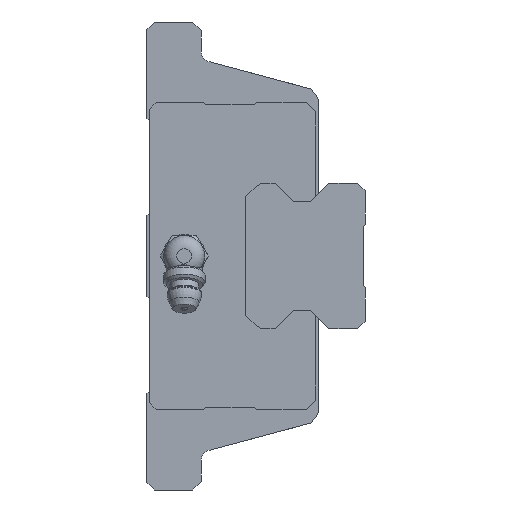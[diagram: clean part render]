
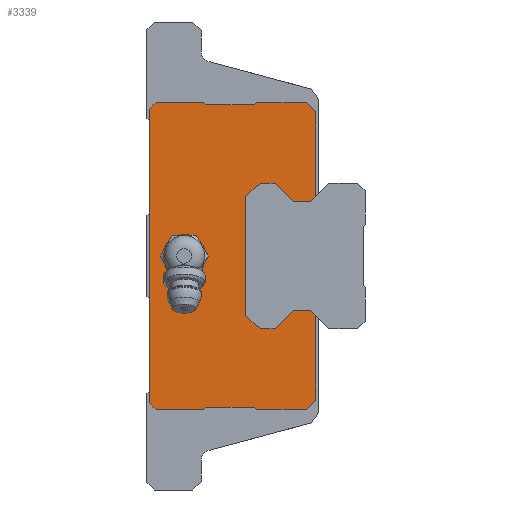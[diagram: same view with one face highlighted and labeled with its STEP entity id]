
A CAD part, left-side view. The second image highlights one B-rep face of the part: STEP entity #3339.
In plain terms, the highlighted planar face has unit normal (-1, 0, 0).
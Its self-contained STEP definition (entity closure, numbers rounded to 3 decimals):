
#711=ORIENTED_EDGE('',*,*,#1400,.F.);
#712=ORIENTED_EDGE('',*,*,#1431,.F.);
#713=ORIENTED_EDGE('',*,*,#1429,.F.);
#714=ORIENTED_EDGE('',*,*,#1427,.F.);
#715=ORIENTED_EDGE('',*,*,#1425,.F.);
#716=ORIENTED_EDGE('',*,*,#1423,.F.);
#717=ORIENTED_EDGE('',*,*,#1421,.F.);
#718=ORIENTED_EDGE('',*,*,#1419,.F.);
#719=ORIENTED_EDGE('',*,*,#1417,.F.);
#720=ORIENTED_EDGE('',*,*,#1415,.F.);
#721=ORIENTED_EDGE('',*,*,#1413,.F.);
#722=ORIENTED_EDGE('',*,*,#1411,.F.);
#723=ORIENTED_EDGE('',*,*,#1409,.F.);
#724=ORIENTED_EDGE('',*,*,#1407,.F.);
#725=ORIENTED_EDGE('',*,*,#1405,.F.);
#726=ORIENTED_EDGE('',*,*,#1303,.F.);
#727=ORIENTED_EDGE('',*,*,#1300,.F.);
#728=ORIENTED_EDGE('',*,*,#1297,.F.);
#729=ORIENTED_EDGE('',*,*,#1294,.F.);
#730=ORIENTED_EDGE('',*,*,#1291,.F.);
#731=ORIENTED_EDGE('',*,*,#1288,.F.);
#732=ORIENTED_EDGE('',*,*,#1285,.F.);
#733=ORIENTED_EDGE('',*,*,#1282,.F.);
#734=ORIENTED_EDGE('',*,*,#1279,.F.);
#735=ORIENTED_EDGE('',*,*,#1276,.F.);
#736=ORIENTED_EDGE('',*,*,#1272,.F.);
#737=ORIENTED_EDGE('',*,*,#1404,.F.);
#738=ORIENTED_EDGE('',*,*,#1402,.F.);
#739=ORIENTED_EDGE('',*,*,#1432,.T.);
#740=ORIENTED_EDGE('',*,*,#1433,.T.);
#741=ORIENTED_EDGE('',*,*,#1434,.T.);
#742=ORIENTED_EDGE('',*,*,#1435,.T.);
#743=ORIENTED_EDGE('',*,*,#1436,.T.);
#744=ORIENTED_EDGE('',*,*,#1437,.T.);
#1272=EDGE_CURVE('',#1712,#1713,#2023,.T.);
#1276=EDGE_CURVE('',#1713,#1716,#2027,.T.);
#1279=EDGE_CURVE('',#1716,#1718,#2030,.T.);
#1282=EDGE_CURVE('',#1718,#1720,#2033,.T.);
#1285=EDGE_CURVE('',#1720,#1722,#2036,.T.);
#1288=EDGE_CURVE('',#1722,#1724,#2039,.T.);
#1291=EDGE_CURVE('',#1724,#1726,#2042,.T.);
#1294=EDGE_CURVE('',#1726,#1728,#2045,.T.);
#1297=EDGE_CURVE('',#1728,#1730,#2048,.T.);
#1300=EDGE_CURVE('',#1730,#1732,#2051,.T.);
#1303=EDGE_CURVE('',#1732,#1734,#2054,.T.);
#1400=EDGE_CURVE('',#1791,#1792,#2146,.T.);
#1402=EDGE_CURVE('',#1792,#1793,#2148,.T.);
#1404=EDGE_CURVE('',#1793,#1712,#2150,.T.);
#1405=EDGE_CURVE('',#1734,#1794,#2151,.T.);
#1407=EDGE_CURVE('',#1794,#1795,#2153,.T.);
#1409=EDGE_CURVE('',#1795,#1796,#2155,.T.);
#1411=EDGE_CURVE('',#1796,#1797,#2157,.T.);
#1413=EDGE_CURVE('',#1797,#1798,#2159,.T.);
#1415=EDGE_CURVE('',#1798,#1799,#2161,.T.);
#1417=EDGE_CURVE('',#1799,#1800,#2163,.T.);
#1419=EDGE_CURVE('',#1800,#1801,#2165,.T.);
#1421=EDGE_CURVE('',#1801,#1802,#2167,.T.);
#1423=EDGE_CURVE('',#1802,#1803,#2169,.T.);
#1425=EDGE_CURVE('',#1803,#1804,#2171,.T.);
#1427=EDGE_CURVE('',#1804,#1805,#2173,.T.);
#1429=EDGE_CURVE('',#1805,#1806,#2175,.T.);
#1431=EDGE_CURVE('',#1806,#1791,#2177,.T.);
#1432=EDGE_CURVE('',#1807,#1808,#2178,.T.);
#1433=EDGE_CURVE('',#1808,#1809,#2179,.T.);
#1434=EDGE_CURVE('',#1809,#1810,#2180,.T.);
#1435=EDGE_CURVE('',#1810,#1811,#2181,.T.);
#1436=EDGE_CURVE('',#1811,#1812,#2182,.T.);
#1437=EDGE_CURVE('',#1812,#1807,#2183,.T.);
#1712=VERTEX_POINT('',#4973);
#1713=VERTEX_POINT('',#4975);
#1716=VERTEX_POINT('',#4983);
#1718=VERTEX_POINT('',#4989);
#1720=VERTEX_POINT('',#4995);
#1722=VERTEX_POINT('',#5001);
#1724=VERTEX_POINT('',#5007);
#1726=VERTEX_POINT('',#5013);
#1728=VERTEX_POINT('',#5019);
#1730=VERTEX_POINT('',#5025);
#1732=VERTEX_POINT('',#5031);
#1734=VERTEX_POINT('',#5037);
#1791=VERTEX_POINT('',#5226);
#1792=VERTEX_POINT('',#5228);
#1793=VERTEX_POINT('',#5232);
#1794=VERTEX_POINT('',#5238);
#1795=VERTEX_POINT('',#5242);
#1796=VERTEX_POINT('',#5246);
#1797=VERTEX_POINT('',#5250);
#1798=VERTEX_POINT('',#5254);
#1799=VERTEX_POINT('',#5258);
#1800=VERTEX_POINT('',#5262);
#1801=VERTEX_POINT('',#5266);
#1802=VERTEX_POINT('',#5270);
#1803=VERTEX_POINT('',#5274);
#1804=VERTEX_POINT('',#5278);
#1805=VERTEX_POINT('',#5282);
#1806=VERTEX_POINT('',#5286);
#1807=VERTEX_POINT('',#5292);
#1808=VERTEX_POINT('',#5293);
#1809=VERTEX_POINT('',#5295);
#1810=VERTEX_POINT('',#5297);
#1811=VERTEX_POINT('',#5299);
#1812=VERTEX_POINT('',#5301);
#2023=LINE('',#4974,#2395);
#2027=LINE('',#4982,#2399);
#2030=LINE('',#4988,#2402);
#2033=LINE('',#4994,#2405);
#2036=LINE('',#5000,#2408);
#2039=LINE('',#5006,#2411);
#2042=LINE('',#5012,#2414);
#2045=LINE('',#5018,#2417);
#2048=LINE('',#5024,#2420);
#2051=LINE('',#5030,#2423);
#2054=LINE('',#5036,#2426);
#2146=LINE('',#5227,#2518);
#2148=LINE('',#5231,#2520);
#2150=LINE('',#5235,#2522);
#2151=LINE('',#5237,#2523);
#2153=LINE('',#5241,#2525);
#2155=LINE('',#5245,#2527);
#2157=LINE('',#5249,#2529);
#2159=LINE('',#5253,#2531);
#2161=LINE('',#5257,#2533);
#2163=LINE('',#5261,#2535);
#2165=LINE('',#5265,#2537);
#2167=LINE('',#5269,#2539);
#2169=LINE('',#5273,#2541);
#2171=LINE('',#5277,#2543);
#2173=LINE('',#5281,#2545);
#2175=LINE('',#5285,#2547);
#2177=LINE('',#5289,#2549);
#2178=LINE('',#5291,#2550);
#2179=LINE('',#5294,#2551);
#2180=LINE('',#5296,#2552);
#2181=LINE('',#5298,#2553);
#2182=LINE('',#5300,#2554);
#2183=LINE('',#5302,#2555);
#2395=VECTOR('',#3975,1000.);
#2399=VECTOR('',#3981,1000.);
#2402=VECTOR('',#3986,1000.);
#2405=VECTOR('',#3991,1000.);
#2408=VECTOR('',#3996,1000.);
#2411=VECTOR('',#4001,1000.);
#2414=VECTOR('',#4006,1000.);
#2417=VECTOR('',#4011,1000.);
#2420=VECTOR('',#4016,1000.);
#2423=VECTOR('',#4021,1000.);
#2426=VECTOR('',#4026,1000.);
#2518=VECTOR('',#4200,1000.);
#2520=VECTOR('',#4204,1000.);
#2522=VECTOR('',#4208,1000.);
#2523=VECTOR('',#4211,1000.);
#2525=VECTOR('',#4215,1000.);
#2527=VECTOR('',#4219,1000.);
#2529=VECTOR('',#4223,1000.);
#2531=VECTOR('',#4227,1000.);
#2533=VECTOR('',#4231,1000.);
#2535=VECTOR('',#4235,1000.);
#2537=VECTOR('',#4239,1000.);
#2539=VECTOR('',#4243,1000.);
#2541=VECTOR('',#4247,1000.);
#2543=VECTOR('',#4251,1000.);
#2545=VECTOR('',#4255,1000.);
#2547=VECTOR('',#4259,1000.);
#2549=VECTOR('',#4263,1000.);
#2550=VECTOR('',#4266,1000.);
#2551=VECTOR('',#4267,1000.);
#2552=VECTOR('',#4268,1000.);
#2553=VECTOR('',#4269,1000.);
#2554=VECTOR('',#4270,1000.);
#2555=VECTOR('',#4271,1000.);
#2754=EDGE_LOOP('',(#711,#712,#713,#714,#715,#716,#717,#718,#719,#720,#721,
#722,#723,#724,#725,#726,#727,#728,#729,#730,#731,#732,#733,#734,#735,#736,
#737,#738));
#2755=EDGE_LOOP('',(#739,#740,#741,#742,#743,#744));
#2979=FACE_BOUND('',#2754,.T.);
#2980=FACE_BOUND('',#2755,.T.);
#3186=PLANE('',#3591);
#3339=ADVANCED_FACE('',(#2979,#2980),#3186,.F.);
#3591=AXIS2_PLACEMENT_3D('',#5290,#4264,#4265);
#3975=DIRECTION('',(0.,0.707,-0.707));
#3981=DIRECTION('',(0.,1.,0.));
#3986=DIRECTION('',(0.,0.707,0.707));
#3991=DIRECTION('',(0.,1.,0.));
#3996=DIRECTION('',(0.,0.752,-0.659));
#4001=DIRECTION('',(0.,0.,-1.));
#4006=DIRECTION('',(0.,-0.752,-0.659));
#4011=DIRECTION('',(0.,-1.,0.));
#4016=DIRECTION('',(0.,-0.707,0.707));
#4021=DIRECTION('',(0.,-1.,0.));
#4026=DIRECTION('',(0.,-0.707,-0.707));
#4200=DIRECTION('',(0.,-1.,0.));
#4204=DIRECTION('',(0.,-0.707,-0.707));
#4208=DIRECTION('',(0.,0.,-1.));
#4211=DIRECTION('',(0.,0.,-1.));
#4215=DIRECTION('',(0.,0.707,-0.707));
#4219=DIRECTION('',(0.,1.,0.));
#4223=DIRECTION('',(0.,0.707,0.707));
#4227=DIRECTION('',(0.,1.,0.));
#4231=DIRECTION('',(0.,0.707,-0.707));
#4235=DIRECTION('',(0.,1.,0.));
#4239=DIRECTION('',(0.,0.707,0.707));
#4243=DIRECTION('',(0.,0.,1.));
#4247=DIRECTION('',(0.,-0.707,0.707));
#4251=DIRECTION('',(0.,-1.,0.));
#4255=DIRECTION('',(0.,-0.707,-0.707));
#4259=DIRECTION('',(0.,-1.,0.));
#4263=DIRECTION('',(0.,-0.707,0.707));
#4264=DIRECTION('',(1.,0.,0.));
#4265=DIRECTION('',(0.,0.,-1.));
#4266=DIRECTION('',(0.,1.,0.));
#4267=DIRECTION('',(0.,0.5,0.866));
#4268=DIRECTION('',(0.,-0.5,0.866));
#4269=DIRECTION('',(0.,-1.,0.));
#4270=DIRECTION('',(0.,-0.5,-0.866));
#4271=DIRECTION('',(0.,0.5,-0.866));
#4973=CARTESIAN_POINT('',(-48.5,-32.5,11.5));
#4974=CARTESIAN_POINT('',(-48.5,-32.5,11.5));
#4975=CARTESIAN_POINT('',(-48.5,-31.5,10.5));
#4982=CARTESIAN_POINT('',(-48.5,-31.5,10.5));
#4983=CARTESIAN_POINT('',(-48.5,-28.2,10.5));
#4988=CARTESIAN_POINT('',(-48.5,-28.2,10.5));
#4989=CARTESIAN_POINT('',(-48.5,-24.7,14.));
#4994=CARTESIAN_POINT('',(-48.5,-24.7,14.));
#4995=CARTESIAN_POINT('',(-48.5,-21.85,14.));
#5000=CARTESIAN_POINT('',(-48.5,-21.85,14.));
#5001=CARTESIAN_POINT('',(-48.5,-19.,11.5));
#5006=CARTESIAN_POINT('',(-48.5,-19.,11.5));
#5007=CARTESIAN_POINT('',(-48.5,-19.,-11.5));
#5012=CARTESIAN_POINT('',(-48.5,-19.,-11.5));
#5013=CARTESIAN_POINT('',(-48.5,-21.85,-14.));
#5018=CARTESIAN_POINT('',(-48.5,-21.85,-14.));
#5019=CARTESIAN_POINT('',(-48.5,-24.7,-14.));
#5024=CARTESIAN_POINT('',(-48.5,-24.7,-14.));
#5025=CARTESIAN_POINT('',(-48.5,-28.2,-10.5));
#5030=CARTESIAN_POINT('',(-48.5,-28.2,-10.5));
#5031=CARTESIAN_POINT('',(-48.5,-31.5,-10.5));
#5036=CARTESIAN_POINT('',(-48.5,-31.5,-10.5));
#5037=CARTESIAN_POINT('',(-48.5,-32.5,-11.5));
#5226=CARTESIAN_POINT('',(-48.5,-21.1,29.5));
#5227=CARTESIAN_POINT('',(-48.5,-21.1,29.5));
#5228=CARTESIAN_POINT('',(-48.5,-30.7,29.5));
#5231=CARTESIAN_POINT('',(-48.5,-30.7,29.5));
#5232=CARTESIAN_POINT('',(-48.5,-32.5,27.7));
#5235=CARTESIAN_POINT('',(-48.5,-32.5,27.7));
#5237=CARTESIAN_POINT('',(-48.5,-32.5,-11.5));
#5238=CARTESIAN_POINT('',(-48.5,-32.5,-27.7));
#5241=CARTESIAN_POINT('',(-48.5,-32.5,-27.7));
#5242=CARTESIAN_POINT('',(-48.5,-30.7,-29.5));
#5245=CARTESIAN_POINT('',(-48.5,-30.7,-29.5));
#5246=CARTESIAN_POINT('',(-48.5,-21.1,-29.5));
#5249=CARTESIAN_POINT('',(-48.5,-21.1,-29.5));
#5250=CARTESIAN_POINT('',(-48.5,-20.7,-29.1));
#5253=CARTESIAN_POINT('',(-48.5,-20.7,-29.1));
#5254=CARTESIAN_POINT('',(-48.5,-11.29,-29.1));
#5257=CARTESIAN_POINT('',(-48.5,-11.29,-29.1));
#5258=CARTESIAN_POINT('',(-48.5,-10.89,-29.5));
#5261=CARTESIAN_POINT('',(-48.5,-10.89,-29.5));
#5262=CARTESIAN_POINT('',(-48.5,-1.8,-29.5));
#5265=CARTESIAN_POINT('',(-48.5,-1.8,-29.5));
#5266=CARTESIAN_POINT('',(-48.5,-0.5,-28.2));
#5269=CARTESIAN_POINT('',(-48.5,-0.5,-28.2));
#5270=CARTESIAN_POINT('',(-48.5,-0.5,28.2));
#5273=CARTESIAN_POINT('',(-48.5,-0.5,28.2));
#5274=CARTESIAN_POINT('',(-48.5,-1.8,29.5));
#5277=CARTESIAN_POINT('',(-48.5,-1.8,29.5));
#5278=CARTESIAN_POINT('',(-48.5,-10.89,29.5));
#5281=CARTESIAN_POINT('',(-48.5,-10.89,29.5));
#5282=CARTESIAN_POINT('',(-48.5,-11.29,29.1));
#5285=CARTESIAN_POINT('',(-48.5,-11.29,29.1));
#5286=CARTESIAN_POINT('',(-48.5,-20.7,29.1));
#5289=CARTESIAN_POINT('',(-48.5,-20.7,29.1));
#5290=CARTESIAN_POINT('',(-48.5,0.,0.));
#5291=CARTESIAN_POINT('',(-48.5,-9.509,-4.));
#5292=CARTESIAN_POINT('',(-48.5,-9.509,-4.));
#5293=CARTESIAN_POINT('',(-48.5,-4.891,-4.));
#5294=CARTESIAN_POINT('',(-48.5,-4.891,-4.));
#5295=CARTESIAN_POINT('',(-48.5,-2.581,0.));
#5296=CARTESIAN_POINT('',(-48.5,-2.581,0.));
#5297=CARTESIAN_POINT('',(-48.5,-4.891,4.));
#5298=CARTESIAN_POINT('',(-48.5,-4.891,4.));
#5299=CARTESIAN_POINT('',(-48.5,-9.509,4.));
#5300=CARTESIAN_POINT('',(-48.5,-9.509,4.));
#5301=CARTESIAN_POINT('',(-48.5,-11.819,0.));
#5302=CARTESIAN_POINT('',(-48.5,-11.819,0.));
